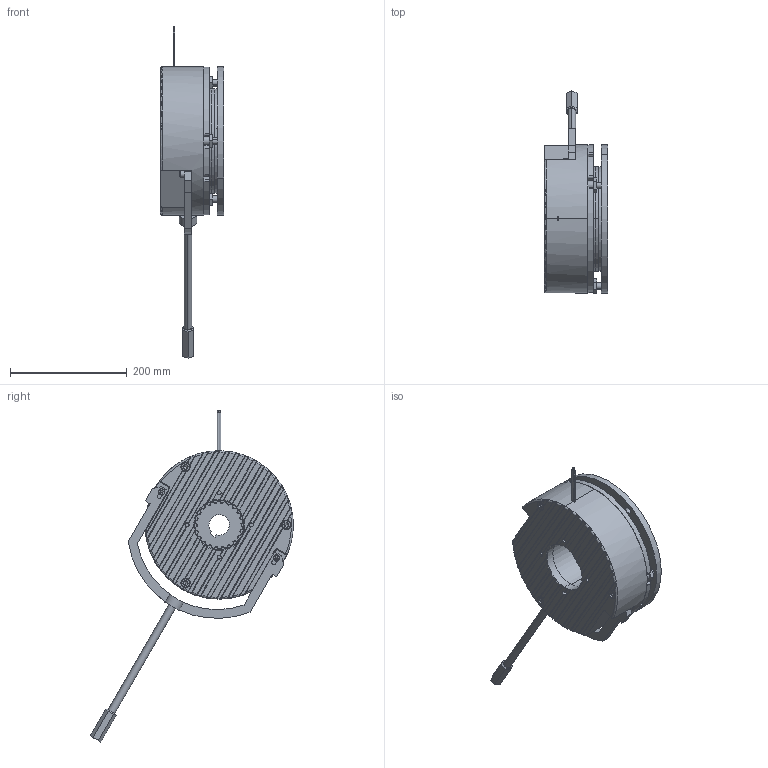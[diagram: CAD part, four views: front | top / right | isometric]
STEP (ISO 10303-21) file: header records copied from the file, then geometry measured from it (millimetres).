
FILE_DESCRIPTION (( 'STEP AP203' ), '1' );
FILE_NAME ('1000_MSEB_WebAssy.STEP', '2020-07-16T12:04:00', ( '' ), ( '' ), 'SwSTEP 2.0', 'SolidWorks 2020', '' );
FILE_SCHEMA (( 'CONFIG_CONTROL_DESIGN' ));
Length unit declared in the file: inch
Products named in the file (1): 1000_MSEB_WebAssy
Bounding box: 108.5 x 348.45 x 568.96 mm (x, y, z)
Volume: 3887988 mm3; surface area: 642190 mm2
Topology: 19 solids, 19 shells, 1044 faces, 2689 edges, 1691 vertices
Faces by surface type: cylinder 465, plane 278, cone 131, bspline 121, torus 49
Entity records: 38366 total; most frequent: CARTESIAN_POINT 13613, ORIENTED_EDGE 5358, DIRECTION 5092, EDGE_CURVE 2679, AXIS2_PLACEMENT_3D 2078, VERTEX_POINT 1691, CIRCLE 1154, EDGE_LOOP 1116
